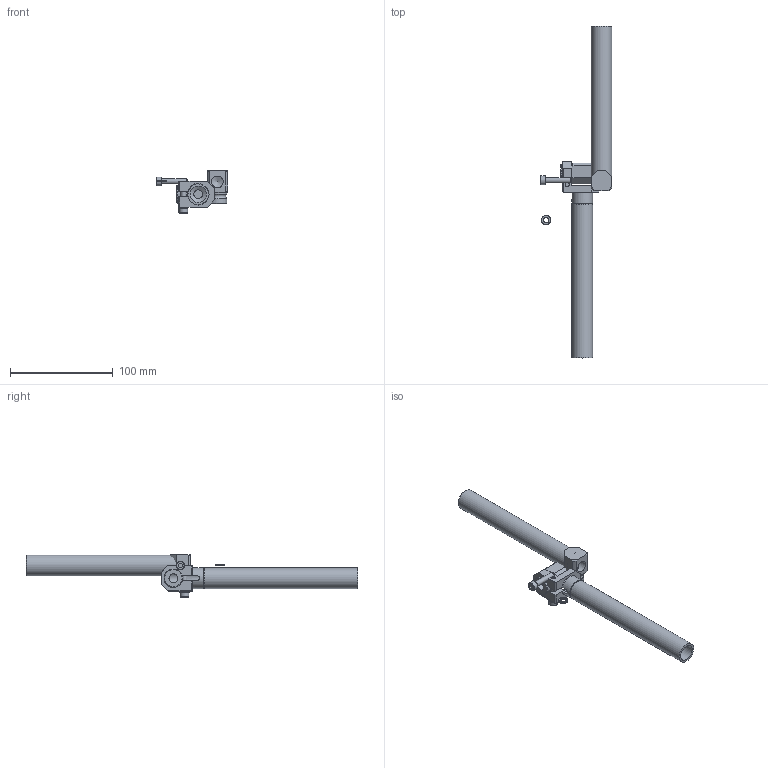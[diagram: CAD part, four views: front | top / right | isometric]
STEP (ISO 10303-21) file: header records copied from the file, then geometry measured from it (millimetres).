
FILE_DESCRIPTION( ( 'STEP AP214' ), '1' );
FILE_NAME( 'CA.GGB.201418150.stp', '2015-09-07T13:43:19', ( ' ' ), ( ' ' ), 'XStep 1.0', ' ', ' ' );
FILE_SCHEMA( ( 'CONFIG_CONTROL_DESIGN) ( )' ) );
Length unit declared in the file: metre
Products named in the file (6): Assem1; R.5.SCH; GGB.20.14.18; V-tcei M  5 x 25; SSN.20251418.1; GGB.20.150.1
Bounding box: 69.5 x 322.64 x 41.6 mm (x, y, z)
Volume: 71911.7 mm3; surface area: 54551.7 mm2
Topology: 8 solids, 10 shells, 548 faces, 1584 edges, 1050 vertices
Faces by surface type: plane 466, cylinder 46, cone 22, torus 14
Full cylindrical faces by diameter (mm): 4.134 x2, 5 x2, 5.2 x2, 5.3 x2, 7.5 x2, 8.5 x2, 8.566 x4, 9 x2, 9.728 x2, 11.445 x2, 16 x4, 17.95 x4, 20 x4
Entity records: 9275 total; most frequent: CARTESIAN_POINT 1719, DIRECTION 1532, ORIENTED_EDGE 1482, EDGE_CURVE 741, AXIS2_PLACEMENT_3D 526, VERTEX_POINT 507, LINE 480, VECTOR 480
